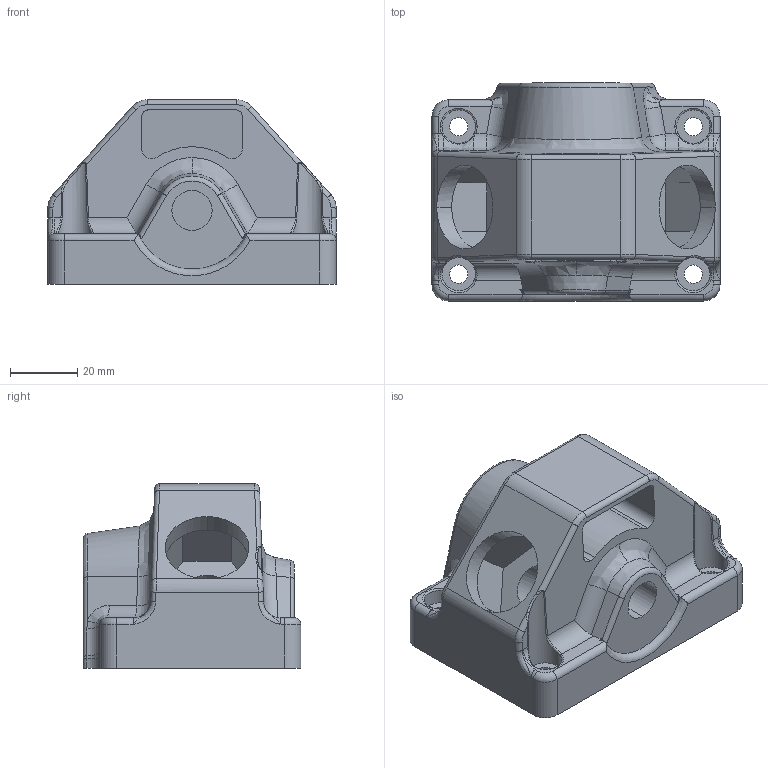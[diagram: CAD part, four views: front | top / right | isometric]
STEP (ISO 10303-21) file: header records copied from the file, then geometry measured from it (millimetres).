
FILE_DESCRIPTION (( 'STEP AP203' ), '1' );
FILE_NAME ('R241.012.002.STEP', '2015-06-12T12:05:51', ( '' ), ( '' ), 'SwSTEP 2.0', 'SolidWorks 2012', '' );
FILE_SCHEMA (( 'CONFIG_CONTROL_DESIGN' ));
Length unit declared in the file: millimetre
Products named in the file (1): R241.012.002
Bounding box: 86 x 65 x 55 mm (x, y, z)
Volume: 83941.8 mm3; surface area: 40637 mm2
Topology: 1 solids, 1 shells, 435 faces, 1108 edges, 673 vertices
Faces by surface type: cylinder 165, plane 114, bspline 87, torus 61, sphere 7, cone 1
Entity records: 16913 total; most frequent: CARTESIAN_POINT 7202, ORIENTED_EDGE 2192, DIRECTION 1869, EDGE_CURVE 1096, AXIS2_PLACEMENT_3D 733, VERTEX_POINT 671, EDGE_LOOP 455, ADVANCED_FACE 435
